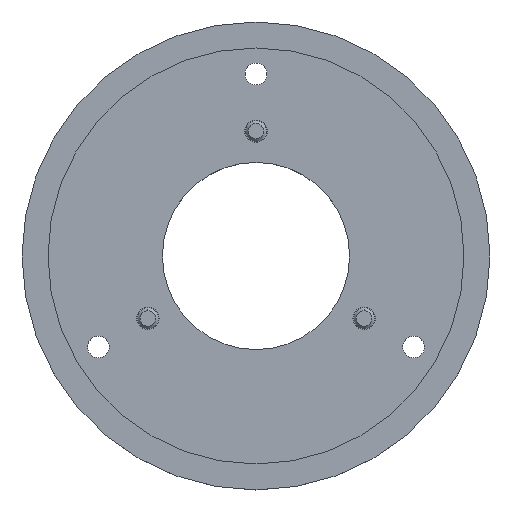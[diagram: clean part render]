
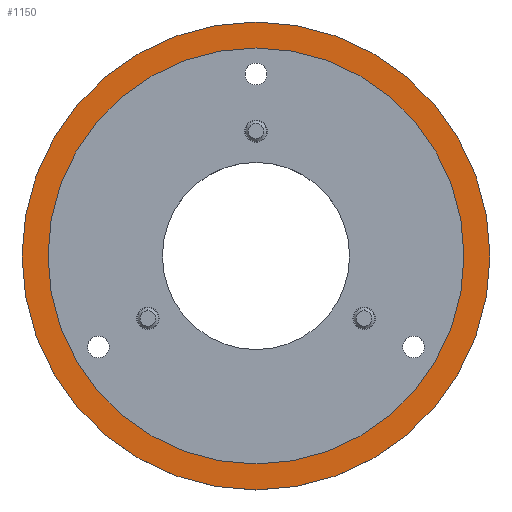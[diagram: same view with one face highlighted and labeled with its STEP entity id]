
A CAD part, top view. The second image highlights one B-rep face of the part: STEP entity #1150.
In plain terms, the highlighted planar face has unit normal (0, 0, 1).
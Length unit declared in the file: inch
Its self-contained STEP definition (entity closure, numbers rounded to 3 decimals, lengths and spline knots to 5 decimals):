
#158 = CIRCLE ( 'NONE', #1513, 1.5748 ) ;
#214 = AXIS2_PLACEMENT_3D ( 'NONE', #725, #2226, #2884 ) ;
#269 = CARTESIAN_POINT ( 'NONE',  ( 0., 0., -0.03937 ) ) ;
#277 = CIRCLE ( 'NONE', #2809, 1.77165 ) ;
#493 = VERTEX_POINT ( 'NONE', #1470 ) ;
#560 = VERTEX_POINT ( 'NONE', #1425 ) ;
#607 = ORIENTED_EDGE ( 'NONE', *, *, #1147, .T. ) ;
#638 = ORIENTED_EDGE ( 'NONE', *, *, #3814, .F. ) ;
#725 = CARTESIAN_POINT ( 'NONE',  ( 0., 0., -0.03937 ) ) ;
#748 = VERTEX_POINT ( 'NONE', #3838 ) ;
#883 = DIRECTION ( 'NONE',  ( 1., 0., 0. ) ) ;
#1103 = CARTESIAN_POINT ( 'NONE',  ( 0., 0., -0.03937 ) ) ;
#1147 = EDGE_CURVE ( 'NONE', #2875, #560, #277, .T. ) ;
#1150 = ADVANCED_FACE ( 'NONE', ( #2863, #2528 ), #1643, .T. ) ;
#1425 = CARTESIAN_POINT ( 'NONE',  ( 1.77165, 0., -0.03937 ) ) ;
#1470 = CARTESIAN_POINT ( 'NONE',  ( 1.5748, 0., -0.03937 ) ) ;
#1513 = AXIS2_PLACEMENT_3D ( 'NONE', #1103, #3853, #2343 ) ;
#1643 = PLANE ( 'NONE',  #214 ) ;
#1648 = AXIS2_PLACEMENT_3D ( 'NONE', #269, #3366, #883 ) ;
#1907 = DIRECTION ( 'NONE',  ( 1., 0., 0. ) ) ;
#2226 = DIRECTION ( 'NONE',  ( 0., 0., 1. ) ) ;
#2343 = DIRECTION ( 'NONE',  ( 1., 0., 0. ) ) ;
#2455 = CARTESIAN_POINT ( 'NONE',  ( -1.77165, 0., -0.03937 ) ) ;
#2528 = FACE_OUTER_BOUND ( 'NONE', #3510, .T. ) ;
#2533 = EDGE_CURVE ( 'NONE', #493, #748, #158, .T. ) ;
#2616 = DIRECTION ( 'NONE',  ( 0., 0., 1. ) ) ;
#2691 = CIRCLE ( 'NONE', #1648, 1.77165 ) ;
#2757 = DIRECTION ( 'NONE',  ( 0., 0., 1. ) ) ;
#2809 = AXIS2_PLACEMENT_3D ( 'NONE', #3465, #2616, #1907 ) ;
#2863 = FACE_BOUND ( 'NONE', #3350, .T. ) ;
#2875 = VERTEX_POINT ( 'NONE', #2455 ) ;
#2884 = DIRECTION ( 'NONE',  ( 1., 0., 0. ) ) ;
#3316 = EDGE_CURVE ( 'NONE', #560, #2875, #2691, .T. ) ;
#3342 = CARTESIAN_POINT ( 'NONE',  ( 0., 0., -0.03937 ) ) ;
#3350 = EDGE_LOOP ( 'NONE', ( #3673, #638 ) ) ;
#3366 = DIRECTION ( 'NONE',  ( 0., 0., 1. ) ) ;
#3397 = CIRCLE ( 'NONE', #3856, 1.5748 ) ;
#3465 = CARTESIAN_POINT ( 'NONE',  ( 0., 0., -0.03937 ) ) ;
#3510 = EDGE_LOOP ( 'NONE', ( #3825, #607 ) ) ;
#3673 = ORIENTED_EDGE ( 'NONE', *, *, #2533, .F. ) ;
#3682 = DIRECTION ( 'NONE',  ( 1., 0., 0. ) ) ;
#3814 = EDGE_CURVE ( 'NONE', #748, #493, #3397, .T. ) ;
#3825 = ORIENTED_EDGE ( 'NONE', *, *, #3316, .T. ) ;
#3838 = CARTESIAN_POINT ( 'NONE',  ( -1.5748, 0., -0.03937 ) ) ;
#3853 = DIRECTION ( 'NONE',  ( 0., 0., 1. ) ) ;
#3856 = AXIS2_PLACEMENT_3D ( 'NONE', #3342, #2757, #3682 ) ;
